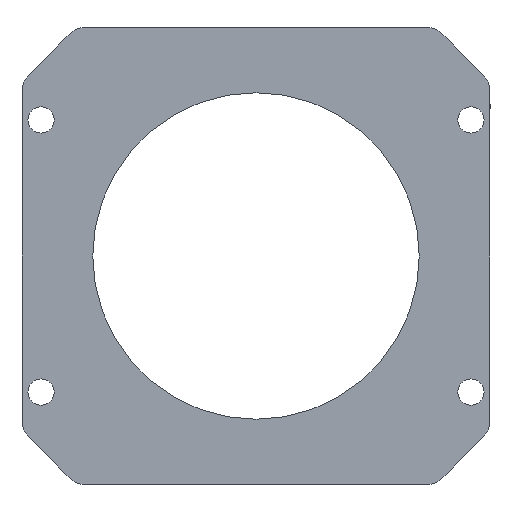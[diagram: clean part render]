
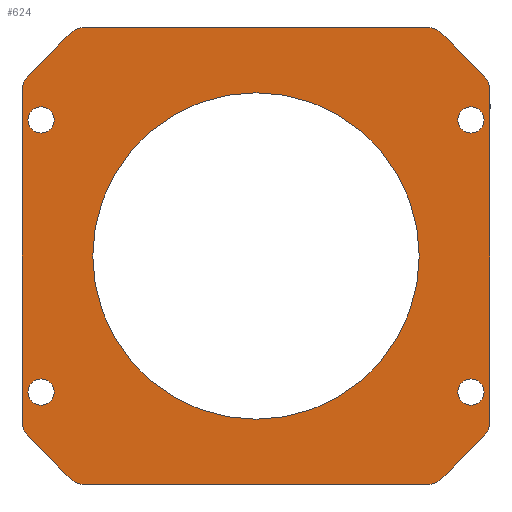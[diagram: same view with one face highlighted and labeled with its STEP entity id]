
A CAD part, left-side view. The second image highlights one B-rep face of the part: STEP entity #624.
In plain terms, the highlighted planar face has unit normal (-1, 0, 0).
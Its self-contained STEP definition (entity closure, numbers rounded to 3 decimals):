
#25=LINE('',#1070,#61);
#38=LINE('',#1124,#74);
#41=LINE('',#1132,#77);
#45=LINE('',#1142,#81);
#47=LINE('',#1148,#83);
#50=LINE('',#1156,#86);
#52=LINE('',#1162,#88);
#54=LINE('',#1168,#90);
#61=VECTOR('',#748,30.343);
#74=VECTOR('',#791,30.343);
#77=VECTOR('',#800,5.414);
#81=VECTOR('',#810,31.343);
#83=VECTOR('',#818,5.414);
#86=VECTOR('',#827,31.343);
#88=VECTOR('',#835,5.414);
#90=VECTOR('',#843,5.414);
#101=PLANE('',#697);
#145=FACE_BOUND('',#242,.T.);
#146=FACE_BOUND('',#243,.T.);
#147=FACE_BOUND('',#244,.T.);
#148=FACE_BOUND('',#245,.T.);
#149=FACE_BOUND('',#246,.T.);
#184=FACE_OUTER_BOUND('',#241,.T.);
#241=EDGE_LOOP('',(#562,#563,#564,#565,#566,#567,#568,#569,#570,#571,#572,
#573,#574,#575,#576,#577));
#242=EDGE_LOOP('',(#578));
#243=EDGE_LOOP('',(#579));
#244=EDGE_LOOP('',(#580));
#245=EDGE_LOOP('',(#581));
#246=EDGE_LOOP('',(#582));
#249=CIRCLE('',#631,15.);
#255=CIRCLE('',#645,2.);
#268=CIRCLE('',#661,2.);
#269=CIRCLE('',#664,2.);
#270=CIRCLE('',#667,2.);
#271=CIRCLE('',#670,2.);
#272=CIRCLE('',#673,2.);
#273=CIRCLE('',#676,2.);
#274=CIRCLE('',#679,2.);
#276=CIRCLE('',#684,1.2);
#278=CIRCLE('',#688,1.2);
#280=CIRCLE('',#692,1.2);
#282=CIRCLE('',#696,1.2);
#285=VERTEX_POINT('',#885);
#295=VERTEX_POINT('',#1045);
#296=VERTEX_POINT('',#1046);
#304=VERTEX_POINT('',#1068);
#322=VERTEX_POINT('',#1110);
#323=VERTEX_POINT('',#1111);
#324=VERTEX_POINT('',#1122);
#325=VERTEX_POINT('',#1126);
#326=VERTEX_POINT('',#1130);
#327=VERTEX_POINT('',#1134);
#328=VERTEX_POINT('',#1135);
#329=VERTEX_POINT('',#1140);
#330=VERTEX_POINT('',#1144);
#331=VERTEX_POINT('',#1150);
#332=VERTEX_POINT('',#1154);
#333=VERTEX_POINT('',#1158);
#334=VERTEX_POINT('',#1164);
#336=VERTEX_POINT('',#1173);
#338=VERTEX_POINT('',#1179);
#340=VERTEX_POINT('',#1185);
#342=VERTEX_POINT('',#1191);
#345=EDGE_CURVE('',#285,#285,#249,.T.);
#355=EDGE_CURVE('',#295,#296,#255,.T.);
#365=EDGE_CURVE('',#295,#304,#25,.T.);
#386=EDGE_CURVE('',#322,#323,#268,.T.);
#392=EDGE_CURVE('',#322,#324,#38,.T.);
#394=EDGE_CURVE('',#325,#324,#269,.T.);
#396=EDGE_CURVE('',#326,#325,#41,.T.);
#397=EDGE_CURVE('',#327,#328,#270,.T.);
#401=EDGE_CURVE('',#327,#329,#45,.T.);
#403=EDGE_CURVE('',#330,#329,#271,.T.);
#404=EDGE_CURVE('',#323,#330,#47,.T.);
#405=EDGE_CURVE('',#331,#326,#272,.T.);
#408=EDGE_CURVE('',#331,#332,#50,.T.);
#410=EDGE_CURVE('',#333,#332,#273,.T.);
#411=EDGE_CURVE('',#296,#333,#52,.T.);
#413=EDGE_CURVE('',#334,#304,#274,.T.);
#414=EDGE_CURVE('',#328,#334,#54,.T.);
#416=EDGE_CURVE('',#336,#336,#276,.T.);
#418=EDGE_CURVE('',#338,#338,#278,.T.);
#420=EDGE_CURVE('',#340,#340,#280,.T.);
#422=EDGE_CURVE('',#342,#342,#282,.T.);
#562=ORIENTED_EDGE('',*,*,#355,.F.);
#563=ORIENTED_EDGE('',*,*,#365,.T.);
#564=ORIENTED_EDGE('',*,*,#413,.F.);
#565=ORIENTED_EDGE('',*,*,#414,.F.);
#566=ORIENTED_EDGE('',*,*,#397,.F.);
#567=ORIENTED_EDGE('',*,*,#401,.T.);
#568=ORIENTED_EDGE('',*,*,#403,.F.);
#569=ORIENTED_EDGE('',*,*,#404,.F.);
#570=ORIENTED_EDGE('',*,*,#386,.F.);
#571=ORIENTED_EDGE('',*,*,#392,.T.);
#572=ORIENTED_EDGE('',*,*,#394,.F.);
#573=ORIENTED_EDGE('',*,*,#396,.F.);
#574=ORIENTED_EDGE('',*,*,#405,.F.);
#575=ORIENTED_EDGE('',*,*,#408,.T.);
#576=ORIENTED_EDGE('',*,*,#410,.F.);
#577=ORIENTED_EDGE('',*,*,#411,.F.);
#578=ORIENTED_EDGE('',*,*,#345,.T.);
#579=ORIENTED_EDGE('',*,*,#416,.T.);
#580=ORIENTED_EDGE('',*,*,#418,.T.);
#581=ORIENTED_EDGE('',*,*,#420,.T.);
#582=ORIENTED_EDGE('',*,*,#422,.T.);
#624=ADVANCED_FACE('',(#184,#145,#146,#147,#148,#149),#101,.F.);
#631=AXIS2_PLACEMENT_3D('',#886,#708,#709);
#645=AXIS2_PLACEMENT_3D('',#1047,#736,#737);
#661=AXIS2_PLACEMENT_3D('',#1112,#784,#785);
#664=AXIS2_PLACEMENT_3D('',#1128,#795,#796);
#667=AXIS2_PLACEMENT_3D('',#1136,#803,#804);
#670=AXIS2_PLACEMENT_3D('',#1146,#814,#815);
#673=AXIS2_PLACEMENT_3D('',#1151,#821,#822);
#676=AXIS2_PLACEMENT_3D('',#1160,#831,#832);
#679=AXIS2_PLACEMENT_3D('',#1166,#839,#840);
#684=AXIS2_PLACEMENT_3D('',#1174,#850,#851);
#688=AXIS2_PLACEMENT_3D('',#1180,#858,#859);
#692=AXIS2_PLACEMENT_3D('',#1186,#866,#867);
#696=AXIS2_PLACEMENT_3D('',#1192,#874,#875);
#697=AXIS2_PLACEMENT_3D('',#1193,#876,#877);
#708=DIRECTION('center_axis',(1.,0.,0.));
#709=DIRECTION('ref_axis',(0.,0.,-1.));
#736=DIRECTION('center_axis',(1.,0.,0.));
#737=DIRECTION('ref_axis',(0.,-0.924,-0.383));
#748=DIRECTION('',(0.,0.,1.));
#784=DIRECTION('center_axis',(1.,0.,0.));
#785=DIRECTION('ref_axis',(0.,0.924,0.383));
#791=DIRECTION('',(0.,0.,-1.));
#795=DIRECTION('center_axis',(1.,0.,0.));
#796=DIRECTION('ref_axis',(0.,0.924,-0.383));
#800=DIRECTION('',(0.,0.707,0.707));
#803=DIRECTION('center_axis',(1.,0.,0.));
#804=DIRECTION('ref_axis',(0.,-0.383,0.924));
#810=DIRECTION('',(0.,1.,0.));
#814=DIRECTION('center_axis',(1.,0.,0.));
#815=DIRECTION('ref_axis',(0.,0.383,0.924));
#818=DIRECTION('',(0.,-0.707,0.707));
#821=DIRECTION('center_axis',(1.,0.,0.));
#822=DIRECTION('ref_axis',(0.,0.383,-0.924));
#827=DIRECTION('',(0.,-1.,0.));
#831=DIRECTION('center_axis',(1.,0.,0.));
#832=DIRECTION('ref_axis',(0.,-0.383,-0.924));
#835=DIRECTION('',(0.,0.707,-0.707));
#839=DIRECTION('center_axis',(1.,0.,0.));
#840=DIRECTION('ref_axis',(0.,-0.924,0.383));
#843=DIRECTION('',(0.,-0.707,-0.707));
#850=DIRECTION('center_axis',(1.,0.,0.));
#851=DIRECTION('ref_axis',(0.,0.,-1.));
#858=DIRECTION('center_axis',(1.,0.,0.));
#859=DIRECTION('ref_axis',(0.,0.,-1.));
#866=DIRECTION('center_axis',(1.,0.,0.));
#867=DIRECTION('ref_axis',(0.,0.,-1.));
#874=DIRECTION('center_axis',(1.,0.,0.));
#875=DIRECTION('ref_axis',(0.,0.,-1.));
#876=DIRECTION('center_axis',(1.,0.,0.));
#877=DIRECTION('ref_axis',(0.,0.,-1.));
#885=CARTESIAN_POINT('',(0.,0.,-15.));
#886=CARTESIAN_POINT('Origin',(0.,0.,0.));
#1045=CARTESIAN_POINT('',(0.,-21.5,-15.172));
#1046=CARTESIAN_POINT('',(0.,-20.914,-16.586));
#1047=CARTESIAN_POINT('Origin',(0.,-19.5,-15.172));
#1068=CARTESIAN_POINT('',(0.,-21.5,15.172));
#1070=CARTESIAN_POINT('',(0.,-21.5,-21.));
#1110=CARTESIAN_POINT('',(0.,21.5,15.172));
#1111=CARTESIAN_POINT('',(0.,20.914,16.586));
#1112=CARTESIAN_POINT('Origin',(0.,19.5,15.172));
#1122=CARTESIAN_POINT('',(0.,21.5,-15.172));
#1124=CARTESIAN_POINT('',(0.,21.5,21.));
#1126=CARTESIAN_POINT('',(0.,20.914,-16.586));
#1128=CARTESIAN_POINT('Origin',(0.,19.5,-15.172));
#1130=CARTESIAN_POINT('',(0.,17.086,-20.414));
#1132=CARTESIAN_POINT('',(0.,18.875,-18.625));
#1134=CARTESIAN_POINT('',(0.,-15.672,21.));
#1135=CARTESIAN_POINT('',(0.,-17.086,20.414));
#1136=CARTESIAN_POINT('Origin',(0.,-15.672,19.));
#1140=CARTESIAN_POINT('',(0.,15.672,21.));
#1142=CARTESIAN_POINT('',(0.,-21.5,21.));
#1144=CARTESIAN_POINT('',(0.,17.086,20.414));
#1146=CARTESIAN_POINT('Origin',(0.,15.672,19.));
#1148=CARTESIAN_POINT('',(0.,18.875,18.625));
#1150=CARTESIAN_POINT('',(0.,15.672,-21.));
#1151=CARTESIAN_POINT('Origin',(0.,15.672,-19.));
#1154=CARTESIAN_POINT('',(0.,-15.672,-21.));
#1156=CARTESIAN_POINT('',(0.,21.5,-21.));
#1158=CARTESIAN_POINT('',(0.,-17.086,-20.414));
#1160=CARTESIAN_POINT('Origin',(0.,-15.672,-19.));
#1162=CARTESIAN_POINT('',(0.,-18.875,-18.625));
#1164=CARTESIAN_POINT('',(0.,-20.914,16.586));
#1166=CARTESIAN_POINT('Origin',(0.,-19.5,15.172));
#1168=CARTESIAN_POINT('',(0.,-18.875,18.625));
#1173=CARTESIAN_POINT('',(0.,-19.75,-11.3));
#1174=CARTESIAN_POINT('Origin',(0.,-19.75,-12.5));
#1179=CARTESIAN_POINT('',(0.,19.75,-11.3));
#1180=CARTESIAN_POINT('Origin',(0.,19.75,-12.5));
#1185=CARTESIAN_POINT('',(0.,19.75,13.7));
#1186=CARTESIAN_POINT('Origin',(0.,19.75,12.5));
#1191=CARTESIAN_POINT('',(0.,-19.75,13.7));
#1192=CARTESIAN_POINT('Origin',(0.,-19.75,12.5));
#1193=CARTESIAN_POINT('Origin',(0.,0.,0.));
